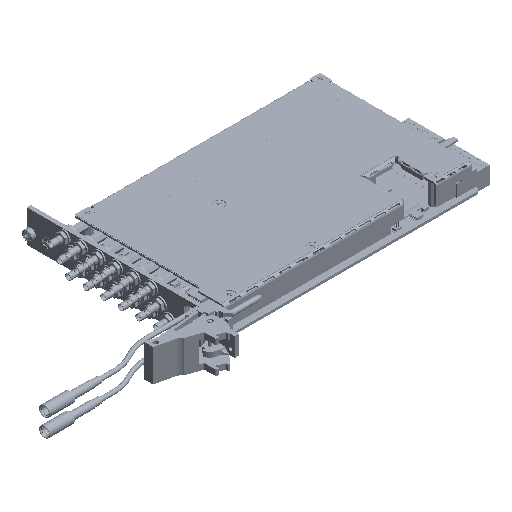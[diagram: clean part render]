
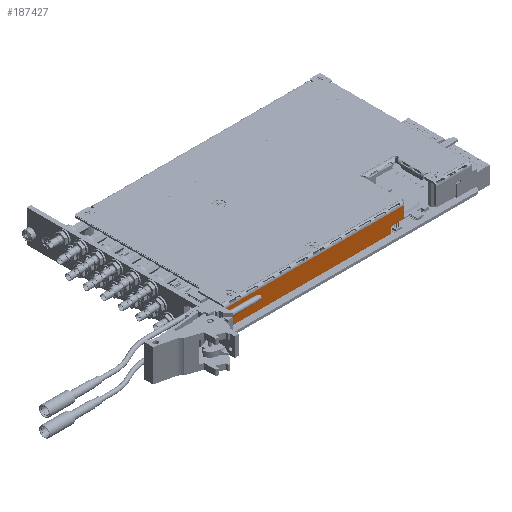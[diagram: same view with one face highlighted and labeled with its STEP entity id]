
A CAD part, isometric view. The second image highlights one B-rep face of the part: STEP entity #187427.
In plain terms, the highlighted planar face has unit normal (0, -1, 0).
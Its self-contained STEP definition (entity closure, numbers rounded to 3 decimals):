
#7627 = CARTESIAN_POINT ( 'NONE',  ( 58.471, -50.771, -5.233 ) ) ;
#7770 = CARTESIAN_POINT ( 'NONE',  ( -48.812, -50.771, -15.497 ) ) ;
#7781 = CARTESIAN_POINT ( 'NONE',  ( -52.412, -50.771, -5.233 ) ) ;
#7786 = CARTESIAN_POINT ( 'NONE',  ( -49.812, -50.771, -13.997 ) ) ;
#7934 = CARTESIAN_POINT ( 'NONE',  ( -52.412, -50.771, -12.997 ) ) ;
#8028 = CARTESIAN_POINT ( 'NONE',  ( -51.412, -50.771, -13.997 ) ) ;
#18379 = VERTEX_POINT ( 'NONE', #150570 ) ;
#18922 = VERTEX_POINT ( 'NONE', #150802 ) ;
#19087 = VERTEX_POINT ( 'NONE', #150869 ) ;
#19459 = LINE ( 'NONE', #153763, #19469 ) ;
#19469 = VECTOR ( 'NONE', #153764, 1000. ) ;
#19659 = CIRCLE ( 'NONE', #192268, 1. ) ;
#19869 = LINE ( 'NONE', #216362, #19875 ) ;
#19875 = VECTOR ( 'NONE', #216363, 1000. ) ;
#20091 = LINE ( 'NONE', #216929, #20095 ) ;
#20095 = VECTOR ( 'NONE', #216933, 1000. ) ;
#20133 = CIRCLE ( 'NONE', #192305, 1. ) ;
#20211 = LINE ( 'NONE', #218399, #20215 ) ;
#20215 = VECTOR ( 'NONE', #218503, 1000. ) ;
#20433 = CIRCLE ( 'NONE', #192343, 1. ) ;
#28719 = CARTESIAN_POINT ( 'NONE',  ( 58.471, -50.771, -16.497 ) ) ;
#28723 = DIRECTION ( 'NONE',  ( 0., 0., 1. ) ) ;
#43575 = CARTESIAN_POINT ( 'NONE',  ( -52.412, -50.771, -16.497 ) ) ;
#43583 = DIRECTION ( 'NONE',  ( 0., 0., 1. ) ) ;
#54869 = FACE_OUTER_BOUND ( 'NONE', #204970, .T. ) ;
#56036 = AXIS2_PLACEMENT_3D ( 'NONE', #68330, #68332, #68335 ) ;
#58834 = CIRCLE ( 'NONE', #175470, 1. ) ;
#59042 = CIRCLE ( 'NONE', #175493, 1. ) ;
#59076 = VECTOR ( 'NONE', #238757, 1000. ) ;
#59080 = LINE ( 'NONE', #238752, #59076 ) ;
#59479 = LINE ( 'NONE', #140754, #59487 ) ;
#59487 = VECTOR ( 'NONE', #140757, 1000. ) ;
#64744 = CARTESIAN_POINT ( 'NONE',  ( -49.812, -50.771, -14.997 ) ) ;
#64749 = DIRECTION ( 'NONE',  ( 0., -1., 0. ) ) ;
#64754 = DIRECTION ( 'NONE',  ( -1., 0., 0. ) ) ;
#68263 = PLANE ( 'NONE',  #56036 ) ;
#68330 = CARTESIAN_POINT ( 'NONE',  ( 100.207, -50.771, -16.497 ) ) ;
#68332 = DIRECTION ( 'NONE',  ( 0., 1., 0. ) ) ;
#68335 = DIRECTION ( 'NONE',  ( 0., 0., 1. ) ) ;
#97050 = VERTEX_POINT ( 'NONE', #139079 ) ;
#97266 = VERTEX_POINT ( 'NONE', #139088 ) ;
#97546 = VERTEX_POINT ( 'NONE', #139143 ) ;
#133650 = LINE ( 'NONE', #28719, #133663 ) ;
#133663 = VECTOR ( 'NONE', #28723, 1000. ) ;
#139079 = CARTESIAN_POINT ( 'NONE',  ( 50.471, -50.771, -15.497 ) ) ;
#139088 = CARTESIAN_POINT ( 'NONE',  ( -48.812, -50.771, -14.997 ) ) ;
#139143 = CARTESIAN_POINT ( 'NONE',  ( -47.812, -50.771, -16.497 ) ) ;
#140754 = CARTESIAN_POINT ( 'NONE',  ( -48.812, -50.771, -14.997 ) ) ;
#140757 = DIRECTION ( 'NONE',  ( 0., 0., 1. ) ) ;
#142304 = CARTESIAN_POINT ( 'NONE',  ( 51.471, -50.771, -12.497 ) ) ;
#142610 = CARTESIAN_POINT ( 'NONE',  ( 57.471, -50.771, -12.497 ) ) ;
#150570 = CARTESIAN_POINT ( 'NONE',  ( 58.471, -50.771, -11.497 ) ) ;
#150802 = CARTESIAN_POINT ( 'NONE',  ( 50.471, -50.771, -13.497 ) ) ;
#150869 = CARTESIAN_POINT ( 'NONE',  ( 49.471, -50.771, -16.497 ) ) ;
#153763 = CARTESIAN_POINT ( 'NONE',  ( 100.207, -50.771, -5.233 ) ) ;
#153764 = DIRECTION ( 'NONE',  ( 1., 0., 0. ) ) ;
#154246 = CARTESIAN_POINT ( 'NONE',  ( 51.471, -50.771, -13.497 ) ) ;
#154248 = DIRECTION ( 'NONE',  ( 0., 1., 0. ) ) ;
#154250 = DIRECTION ( 'NONE',  ( 0., 0., 1. ) ) ;
#175470 = AXIS2_PLACEMENT_3D ( 'NONE', #239926, #239928, #239931 ) ;
#175493 = AXIS2_PLACEMENT_3D ( 'NONE', #238463, #238466, #238468 ) ;
#175629 = AXIS2_PLACEMENT_3D ( 'NONE', #64744, #64749, #64754 ) ;
#187427 = ADVANCED_FACE ( 'NONE', ( #54869 ), #68263, .F. ) ;
#192268 = AXIS2_PLACEMENT_3D ( 'NONE', #154246, #154248, #154250 ) ;
#192305 = AXIS2_PLACEMENT_3D ( 'NONE', #217136, #217138, #217140 ) ;
#192343 = AXIS2_PLACEMENT_3D ( 'NONE', #219216, #219218, #219220 ) ;
#193224 = CIRCLE ( 'NONE', #175629, 1. ) ;
#193534 = LINE ( 'NONE', #43575, #193553 ) ;
#193553 = VECTOR ( 'NONE', #43583, 1000. ) ;
#204350 = VERTEX_POINT ( 'NONE', #142304 ) ;
#204970 = EDGE_LOOP ( 'NONE', ( #250249, #250250, #250251, #250252, #250253, #250254, #250255, #250256, #250257, #250258, #250259, #250260, #250261, #250262 ) ) ;
#205485 = VERTEX_POINT ( 'NONE', #142610 ) ;
#216362 = CARTESIAN_POINT ( 'NONE',  ( 50.471, -50.771, -12.497 ) ) ;
#216363 = DIRECTION ( 'NONE',  ( 0., 0., -1. ) ) ;
#216929 = CARTESIAN_POINT ( 'NONE',  ( -52.412, -50.771, -13.997 ) ) ;
#216933 = DIRECTION ( 'NONE',  ( -1., 0., 0. ) ) ;
#217136 = CARTESIAN_POINT ( 'NONE',  ( -47.812, -50.771, -15.497 ) ) ;
#217138 = DIRECTION ( 'NONE',  ( 0., -1., 0. ) ) ;
#217140 = DIRECTION ( 'NONE',  ( 0., 0., 1. ) ) ;
#218399 = CARTESIAN_POINT ( 'NONE',  ( 58.471, -50.771, -12.497 ) ) ;
#218503 = DIRECTION ( 'NONE',  ( -1., 0., 0. ) ) ;
#219216 = CARTESIAN_POINT ( 'NONE',  ( 49.471, -50.771, -15.497 ) ) ;
#219218 = DIRECTION ( 'NONE',  ( 0., -1., 0. ) ) ;
#219220 = DIRECTION ( 'NONE',  ( 0., 0., 1. ) ) ;
#219925 = EDGE_CURVE ( 'NONE', #236255, #236377, #58834, .T. ) ;
#220108 = EDGE_CURVE ( 'NONE', #205485, #18379, #59042, .T. ) ;
#220147 = EDGE_CURVE ( 'NONE', #19087, #97546, #59080, .T. ) ;
#220453 = EDGE_CURVE ( 'NONE', #236104, #97266, #59479, .T. ) ;
#221097 = EDGE_CURVE ( 'NONE', #97266, #236120, #193224, .T. ) ;
#221189 = EDGE_CURVE ( 'NONE', #236255, #236113, #193534, .T. ) ;
#222473 = EDGE_CURVE ( 'NONE', #236113, #235977, #19459, .T. ) ;
#222583 = EDGE_CURVE ( 'NONE', #18922, #204350, #19659, .T. ) ;
#222719 = EDGE_CURVE ( 'NONE', #18922, #97050, #19869, .T. ) ;
#222884 = EDGE_CURVE ( 'NONE', #236120, #236377, #20091, .T. ) ;
#222953 = EDGE_CURVE ( 'NONE', #236104, #97546, #20133, .T. ) ;
#223054 = EDGE_CURVE ( 'NONE', #205485, #204350, #20211, .T. ) ;
#223333 = EDGE_CURVE ( 'NONE', #19087, #97050, #20433, .T. ) ;
#223740 = EDGE_CURVE ( 'NONE', #18379, #235977, #133650, .T. ) ;
#235977 = VERTEX_POINT ( 'NONE', #7627 ) ;
#236104 = VERTEX_POINT ( 'NONE', #7770 ) ;
#236113 = VERTEX_POINT ( 'NONE', #7781 ) ;
#236120 = VERTEX_POINT ( 'NONE', #7786 ) ;
#236255 = VERTEX_POINT ( 'NONE', #7934 ) ;
#236377 = VERTEX_POINT ( 'NONE', #8028 ) ;
#238463 = CARTESIAN_POINT ( 'NONE',  ( 57.471, -50.771, -11.497 ) ) ;
#238466 = DIRECTION ( 'NONE',  ( 0., -1., 0. ) ) ;
#238468 = DIRECTION ( 'NONE',  ( 0., 0., 1. ) ) ;
#238752 = CARTESIAN_POINT ( 'NONE',  ( 100.207, -50.771, -16.497 ) ) ;
#238757 = DIRECTION ( 'NONE',  ( -1., 0., 0. ) ) ;
#239926 = CARTESIAN_POINT ( 'NONE',  ( -51.412, -50.771, -12.997 ) ) ;
#239928 = DIRECTION ( 'NONE',  ( 0., -1., 0. ) ) ;
#239931 = DIRECTION ( 'NONE',  ( 0., 0., 1. ) ) ;
#250249 = ORIENTED_EDGE ( 'NONE', *, *, #221189, .F. ) ;
#250250 = ORIENTED_EDGE ( 'NONE', *, *, #219925, .T. ) ;
#250251 = ORIENTED_EDGE ( 'NONE', *, *, #222884, .F. ) ;
#250252 = ORIENTED_EDGE ( 'NONE', *, *, #221097, .F. ) ;
#250253 = ORIENTED_EDGE ( 'NONE', *, *, #220453, .F. ) ;
#250254 = ORIENTED_EDGE ( 'NONE', *, *, #222953, .T. ) ;
#250255 = ORIENTED_EDGE ( 'NONE', *, *, #220147, .F. ) ;
#250256 = ORIENTED_EDGE ( 'NONE', *, *, #223333, .T. ) ;
#250257 = ORIENTED_EDGE ( 'NONE', *, *, #222719, .F. ) ;
#250258 = ORIENTED_EDGE ( 'NONE', *, *, #222583, .T. ) ;
#250259 = ORIENTED_EDGE ( 'NONE', *, *, #223054, .F. ) ;
#250260 = ORIENTED_EDGE ( 'NONE', *, *, #220108, .T. ) ;
#250261 = ORIENTED_EDGE ( 'NONE', *, *, #223740, .T. ) ;
#250262 = ORIENTED_EDGE ( 'NONE', *, *, #222473, .F. ) ;
